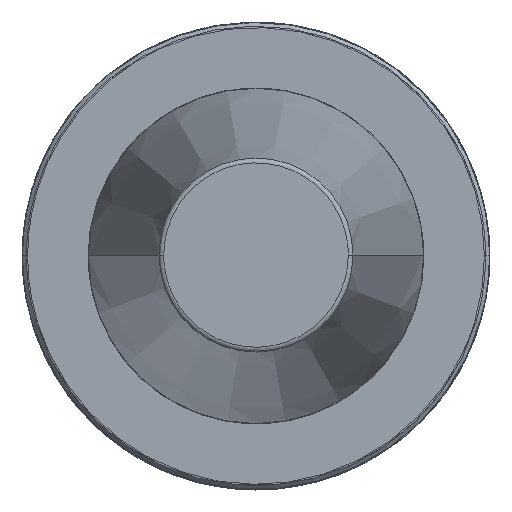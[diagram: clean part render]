
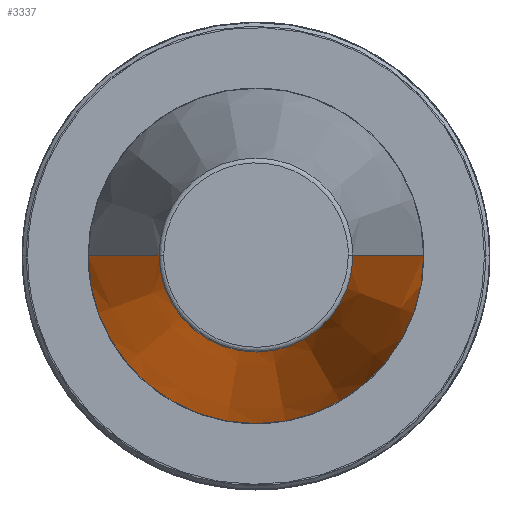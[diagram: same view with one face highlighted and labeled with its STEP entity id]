
A CAD part, top view. The second image highlights one B-rep face of the part: STEP entity #3337.
In plain terms, the highlighted conical face has half-angle 8.297 degrees and reference radius 34.925 mm.
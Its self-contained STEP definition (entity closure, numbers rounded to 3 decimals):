
#48 = AXIS2_PLACEMENT_3D ( 'NONE', #1655, #2321, #1818 ) ;
#76 = VECTOR ( 'NONE', #1129, 1000. ) ;
#142 = VERTEX_POINT ( 'NONE', #1720 ) ;
#196 = VERTEX_POINT ( 'NONE', #3160 ) ;
#291 = DIRECTION ( 'NONE',  ( 0.144, 0., -0.99 ) ) ;
#339 = CARTESIAN_POINT ( 'NONE',  ( 34.925, 0., 0. ) ) ;
#481 = EDGE_CURVE ( 'NONE', #196, #142, #1106, .T. ) ;
#482 = VERTEX_POINT ( 'NONE', #2219 ) ;
#867 = CIRCLE ( 'NONE', #1321, 34.925 ) ;
#1075 = EDGE_CURVE ( 'NONE', #196, #482, #1705, .T. ) ;
#1106 = CIRCLE ( 'NONE', #48, 20.211 ) ;
#1129 = DIRECTION ( 'NONE',  ( -0.144, 0., -0.99 ) ) ;
#1136 = CARTESIAN_POINT ( 'NONE',  ( -34.925, 0., 0. ) ) ;
#1260 = DIRECTION ( 'NONE',  ( 0., 0., -1. ) ) ;
#1321 = AXIS2_PLACEMENT_3D ( 'NONE', #1383, #1374, #1364 ) ;
#1364 = DIRECTION ( 'NONE',  ( -1., 0., 0. ) ) ;
#1374 = DIRECTION ( 'NONE',  ( 0., 0., 1. ) ) ;
#1383 = CARTESIAN_POINT ( 'NONE',  ( 0., 0., 0. ) ) ;
#1492 = LINE ( 'NONE', #1136, #76 ) ;
#1526 = CARTESIAN_POINT ( 'NONE',  ( 0., 0., 0. ) ) ;
#1655 = CARTESIAN_POINT ( 'NONE',  ( 0., 0., 100.894 ) ) ;
#1705 = LINE ( 'NONE', #339, #3165 ) ;
#1720 = CARTESIAN_POINT ( 'NONE',  ( -20.211, 0., 100.894 ) ) ;
#1738 = ORIENTED_EDGE ( 'NONE', *, *, #2187, .T. ) ;
#1810 = DIRECTION ( 'NONE',  ( -1., 0., 0. ) ) ;
#1818 = DIRECTION ( 'NONE',  ( -1., 0., 0. ) ) ;
#2086 = EDGE_CURVE ( 'NONE', #3150, #482, #867, .T. ) ;
#2139 = ORIENTED_EDGE ( 'NONE', *, *, #2086, .T. ) ;
#2187 = EDGE_CURVE ( 'NONE', #142, #3150, #1492, .T. ) ;
#2219 = CARTESIAN_POINT ( 'NONE',  ( 34.925, 0., 0. ) ) ;
#2321 = DIRECTION ( 'NONE',  ( 0., 0., -1. ) ) ;
#2463 = CONICAL_SURFACE ( 'NONE', #2882, 34.925, 0.145 ) ;
#2549 = FACE_OUTER_BOUND ( 'NONE', #2722, .T. ) ;
#2722 = EDGE_LOOP ( 'NONE', ( #2766, #2816, #1738, #2139 ) ) ;
#2766 = ORIENTED_EDGE ( 'NONE', *, *, #1075, .F. ) ;
#2816 = ORIENTED_EDGE ( 'NONE', *, *, #481, .T. ) ;
#2882 = AXIS2_PLACEMENT_3D ( 'NONE', #1526, #1260, #1810 ) ;
#3150 = VERTEX_POINT ( 'NONE', #3164 ) ;
#3160 = CARTESIAN_POINT ( 'NONE',  ( 20.211, 0., 100.894 ) ) ;
#3164 = CARTESIAN_POINT ( 'NONE',  ( -34.925, 0., 0. ) ) ;
#3165 = VECTOR ( 'NONE', #291, 1000. ) ;
#3337 = ADVANCED_FACE ( 'NONE', ( #2549 ), #2463, .T. ) ;
